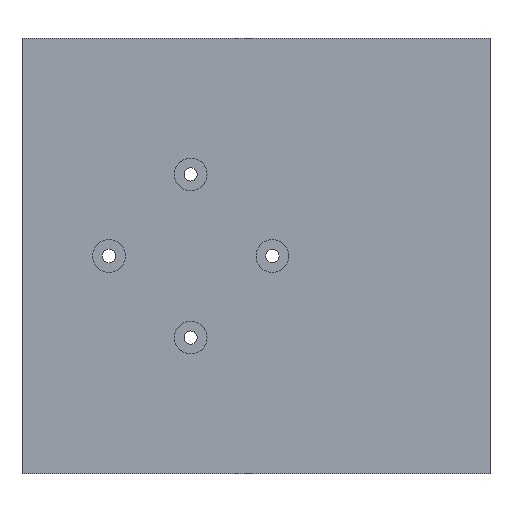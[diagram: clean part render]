
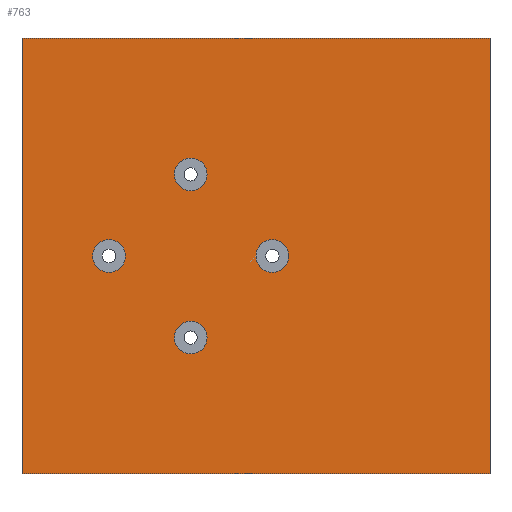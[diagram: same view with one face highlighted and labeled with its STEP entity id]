
A CAD part, front view. The second image highlights one B-rep face of the part: STEP entity #763.
In plain terms, the highlighted planar face has unit normal (0, -1, 0).
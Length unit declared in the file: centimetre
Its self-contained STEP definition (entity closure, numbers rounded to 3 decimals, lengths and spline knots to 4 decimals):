
#45=LINE('',#1294,#93);
#57=LINE('',#1317,#105);
#58=LINE('',#1320,#106);
#59=LINE('',#1321,#107);
#93=VECTOR('',#1086,1.);
#105=VECTOR('',#1108,1.);
#106=VECTOR('',#1111,1.);
#107=VECTOR('',#1112,1.);
#163=FACE_BOUND('',#288,.T.);
#164=FACE_BOUND('',#289,.T.);
#165=FACE_BOUND('',#290,.T.);
#166=FACE_BOUND('',#291,.T.);
#213=FACE_OUTER_BOUND('',#287,.T.);
#287=EDGE_LOOP('',(#671,#672,#673,#674));
#288=EDGE_LOOP('',(#675));
#289=EDGE_LOOP('',(#676));
#290=EDGE_LOOP('',(#677));
#291=EDGE_LOOP('',(#678));
#317=CIRCLE('',#822,0.3);
#321=CIRCLE('',#829,0.3);
#325=CIRCLE('',#836,0.3);
#329=CIRCLE('',#843,0.3);
#365=VERTEX_POINT('',#1181);
#369=VERTEX_POINT('',#1194);
#373=VERTEX_POINT('',#1207);
#377=VERTEX_POINT('',#1220);
#401=VERTEX_POINT('',#1291);
#402=VERTEX_POINT('',#1293);
#408=VERTEX_POINT('',#1315);
#409=VERTEX_POINT('',#1319);
#437=EDGE_CURVE('',#365,#365,#317,.T.);
#443=EDGE_CURVE('',#369,#369,#321,.T.);
#449=EDGE_CURVE('',#373,#373,#325,.T.);
#455=EDGE_CURVE('',#377,#377,#329,.T.);
#489=EDGE_CURVE('',#401,#402,#45,.T.);
#501=EDGE_CURVE('',#401,#408,#57,.T.);
#502=EDGE_CURVE('',#409,#408,#58,.T.);
#503=EDGE_CURVE('',#402,#409,#59,.T.);
#671=ORIENTED_EDGE('',*,*,#501,.T.);
#672=ORIENTED_EDGE('',*,*,#502,.F.);
#673=ORIENTED_EDGE('',*,*,#503,.F.);
#674=ORIENTED_EDGE('',*,*,#489,.F.);
#675=ORIENTED_EDGE('',*,*,#437,.T.);
#676=ORIENTED_EDGE('',*,*,#443,.T.);
#677=ORIENTED_EDGE('',*,*,#449,.T.);
#678=ORIENTED_EDGE('',*,*,#455,.T.);
#717=PLANE('',#880);
#763=ADVANCED_FACE('',(#213,#163,#164,#165,#166),#717,.T.);
#822=AXIS2_PLACEMENT_3D('',#1182,#958,#959);
#829=AXIS2_PLACEMENT_3D('',#1195,#974,#975);
#836=AXIS2_PLACEMENT_3D('',#1208,#990,#991);
#843=AXIS2_PLACEMENT_3D('',#1221,#1006,#1007);
#880=AXIS2_PLACEMENT_3D('',#1318,#1109,#1110);
#958=DIRECTION('center_axis',(0.,1.,0.));
#959=DIRECTION('ref_axis',(1.,0.,0.));
#974=DIRECTION('center_axis',(0.,1.,0.));
#975=DIRECTION('ref_axis',(1.,0.,0.));
#990=DIRECTION('center_axis',(0.,1.,0.));
#991=DIRECTION('ref_axis',(1.,0.,0.));
#1006=DIRECTION('center_axis',(0.,1.,0.));
#1007=DIRECTION('ref_axis',(1.,0.,0.));
#1086=DIRECTION('',(-1.,0.,0.));
#1108=DIRECTION('',(0.,0.,1.));
#1109=DIRECTION('center_axis',(0.,-1.,0.));
#1110=DIRECTION('ref_axis',(1.,0.,0.));
#1111=DIRECTION('',(1.,0.,0.));
#1112=DIRECTION('',(0.,0.,1.));
#1181=CARTESIAN_POINT('',(-4.7192,-7.75,0.));
#1182=CARTESIAN_POINT('Origin',(-4.4192,-7.75,0.));
#1194=CARTESIAN_POINT('',(-3.2192,-7.75,1.5));
#1195=CARTESIAN_POINT('Origin',(-2.9192,-7.75,1.5));
#1207=CARTESIAN_POINT('',(-3.2192,-7.75,-1.5));
#1208=CARTESIAN_POINT('Origin',(-2.9192,-7.75,-1.5));
#1220=CARTESIAN_POINT('',(-1.7192,-7.75,0.));
#1221=CARTESIAN_POINT('Origin',(-1.4192,-7.75,0.));
#1291=CARTESIAN_POINT('',(2.5808,-7.75,-4.));
#1293=CARTESIAN_POINT('',(-6.0192,-7.75,-4.));
#1294=CARTESIAN_POINT('',(-6.0192,-7.75,-4.));
#1315=CARTESIAN_POINT('',(2.5808,-7.75,4.));
#1317=CARTESIAN_POINT('',(2.5808,-7.75,0.));
#1318=CARTESIAN_POINT('Origin',(-6.0192,-7.75,0.));
#1319=CARTESIAN_POINT('',(-6.0192,-7.75,4.));
#1320=CARTESIAN_POINT('',(-6.0192,-7.75,4.));
#1321=CARTESIAN_POINT('',(-6.0192,-7.75,0.));
